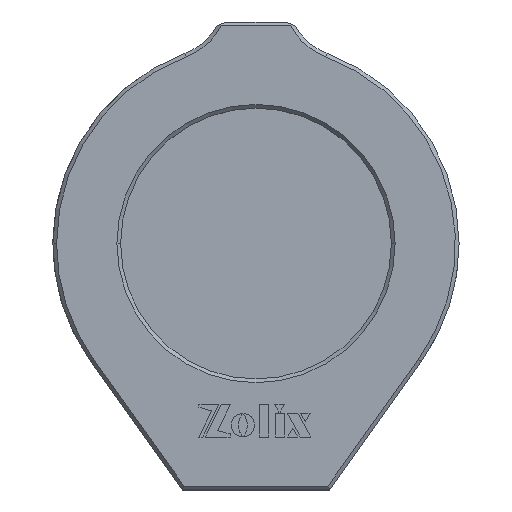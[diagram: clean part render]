
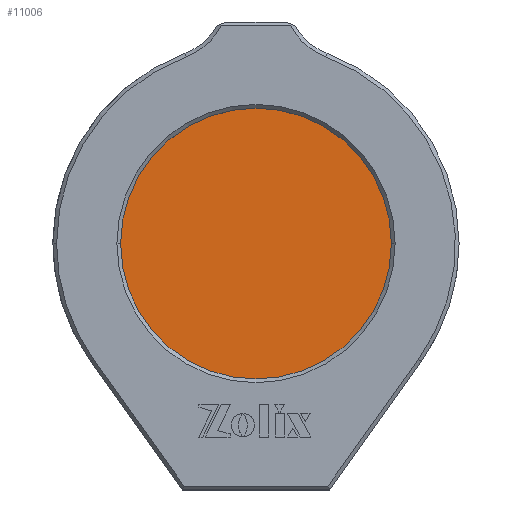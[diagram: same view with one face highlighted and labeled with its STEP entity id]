
A CAD part, top view. The second image highlights one B-rep face of the part: STEP entity #11006.
In plain terms, the highlighted planar face has unit normal (0, 0, 1).
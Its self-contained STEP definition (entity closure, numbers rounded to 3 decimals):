
#395 = EDGE_LOOP ( 'NONE', ( #10001, #6133 ) ) ;
#628 = CARTESIAN_POINT ( 'NONE',  ( 0., 0., -1. ) ) ;
#1739 = AXIS2_PLACEMENT_3D ( 'NONE', #1952, #8872, #9754 ) ;
#1952 = CARTESIAN_POINT ( 'NONE',  ( 0., 0., -1. ) ) ;
#2133 = FACE_OUTER_BOUND ( 'NONE', #395, .T. ) ;
#2304 = CARTESIAN_POINT ( 'NONE',  ( 11.547, 4.788, -1. ) ) ;
#2366 = DIRECTION ( 'NONE',  ( 0.924, 0.383, 0. ) ) ;
#2477 = CARTESIAN_POINT ( 'NONE',  ( 0., 0., -1. ) ) ;
#3370 = VERTEX_POINT ( 'NONE', #2304 ) ;
#3575 = AXIS2_PLACEMENT_3D ( 'NONE', #2477, #9418, #8475 ) ;
#4802 = CIRCLE ( 'NONE', #3575, 12.5 ) ;
#5944 = CIRCLE ( 'NONE', #1739, 12.5 ) ;
#6129 = AXIS2_PLACEMENT_3D ( 'NONE', #628, #7706, #2366 ) ;
#6133 = ORIENTED_EDGE ( 'NONE', *, *, #10699, .F. ) ;
#7706 = DIRECTION ( 'NONE',  ( 0., 0., -1. ) ) ;
#7782 = EDGE_CURVE ( 'NONE', #8885, #3370, #4802, .T. ) ;
#7851 = CARTESIAN_POINT ( 'NONE',  ( -11.547, -4.788, -1. ) ) ;
#8475 = DIRECTION ( 'NONE',  ( 0.924, 0.383, 0. ) ) ;
#8872 = DIRECTION ( 'NONE',  ( 0., 0., -1. ) ) ;
#8885 = VERTEX_POINT ( 'NONE', #7851 ) ;
#9418 = DIRECTION ( 'NONE',  ( 0., 0., -1. ) ) ;
#9754 = DIRECTION ( 'NONE',  ( 0.924, 0.383, 0. ) ) ;
#10001 = ORIENTED_EDGE ( 'NONE', *, *, #7782, .F. ) ;
#10699 = EDGE_CURVE ( 'NONE', #3370, #8885, #5944, .T. ) ;
#11006 = ADVANCED_FACE ( 'NONE', ( #2133 ), #11020, .F. ) ;
#11020 = PLANE ( 'NONE',  #6129 ) ;
